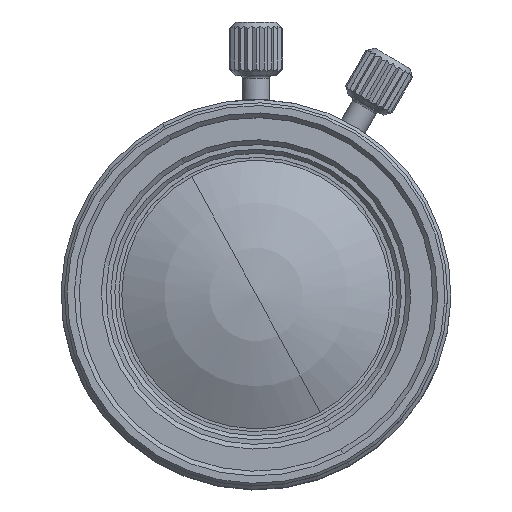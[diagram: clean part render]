
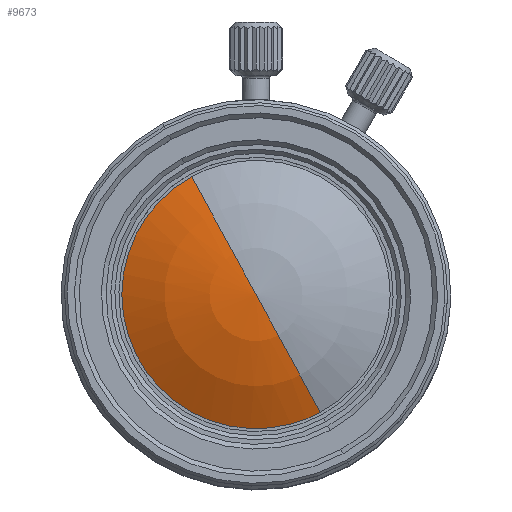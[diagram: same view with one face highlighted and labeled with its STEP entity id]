
A CAD part, top view. The second image highlights one B-rep face of the part: STEP entity #9673.
In plain terms, the highlighted spherical face has radius 20 mm.
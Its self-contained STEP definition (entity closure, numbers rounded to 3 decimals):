
#9603=CARTESIAN_POINT('Control Point',(-4.783,8.756,45.656)) ;
#9604=CARTESIAN_POINT('Control Point',(-6.052,8.063,45.656)) ;
#9605=CARTESIAN_POINT('Control Point',(-7.196,7.14,45.656)) ;
#9606=CARTESIAN_POINT('Control Point',(-8.158,6.017,45.656)) ;
#9607=CARTESIAN_POINT('Control Point',(-9.632,3.475,45.656)) ;
#9608=CARTESIAN_POINT('Control Point',(-10.12,0.576,45.656)) ;
#9609=CARTESIAN_POINT('Control Point',(-10.097,-0.902,45.656)) ;
#9610=CARTESIAN_POINT('Control Point',(-9.515,-3.783,45.656)) ;
#9611=CARTESIAN_POINT('Control Point',(-7.96,-6.277,45.656)) ;
#9612=CARTESIAN_POINT('Control Point',(-6.962,-7.368,45.656)) ;
#9613=CARTESIAN_POINT('Control Point',(-4.617,-9.14,45.656)) ;
#9614=CARTESIAN_POINT('Control Point',(-1.799,-9.976,45.656)) ;
#9615=CARTESIAN_POINT('Control Point',(-0.329,-10.132,45.656)) ;
#9616=CARTESIAN_POINT('Control Point',(1.628,-9.979,45.656)) ;
#9617=CARTESIAN_POINT('Control Point',(3.466,-9.375,45.656)) ;
#9618=CARTESIAN_POINT('Control Point',(3.918,-9.195,45.656)) ;
#9619=CARTESIAN_POINT('Control Point',(4.358,-8.989,45.656)) ;
#9620=CARTESIAN_POINT('Control Point',(4.783,-8.756,45.656)) ;
#9621=CARTESIAN_POINT('Vertex',(-4.783,8.756,45.656)) ;
#9623=CARTESIAN_POINT('Vertex',(4.783,-8.756,45.656)) ;
#9651=CARTESIAN_POINT('Axis2P3D Location',(0.,0.,28.323)) ;
#9656=CARTESIAN_POINT('Axis2P3D Location',(0.,0.,28.323)) ;
#9660=CARTESIAN_POINT('Vertex',(0.,0.,48.323)) ;
#9663=CARTESIAN_POINT('Axis2P3D Location',(0.,0.,28.323)) ;
#9652=DIRECTION('Axis2P3D Direction',(0.,0.,1.)) ;
#9653=DIRECTION('Axis2P3D XDirection',(-0.479,0.878,0.)) ;
#9657=DIRECTION('Axis2P3D Direction',(-0.878,-0.479,0.)) ;
#9664=DIRECTION('Axis2P3D Direction',(0.878,0.479,-0.)) ;
#9654=AXIS2_PLACEMENT_3D('Sphere Axis2P3D',#9651,#9652,#9653) ;
#9658=AXIS2_PLACEMENT_3D('Circle Axis2P3D',#9656,#9657,$) ;
#9665=AXIS2_PLACEMENT_3D('Circle Axis2P3D',#9663,#9664,$) ;
#9669=ORIENTED_EDGE('',*,*,#9662,.T.) ;
#9670=ORIENTED_EDGE('',*,*,#9667,.F.) ;
#9671=ORIENTED_EDGE('',*,*,#9625,.T.) ;
#9673=ADVANCED_FACE('\X2\5B8C621054C1\X0\ASSY',(#9672),#9655,.T.) ;
#9602=B_SPLINE_CURVE_WITH_KNOTS('',5,(#9603,#9604,#9605,#9606,#9607,#9608,#9609,#9610,#9611,#9612,#9613,#9614,#9615,#9616,#9617,#9618,#9619,#9620),.UNSPECIFIED.,.F.,.U.,(6,3,3,3,3,6),(0.,16.196,32.392,48.589,64.786,70.219),.UNSPECIFIED.) ;
#9659=CIRCLE('generated circle',#9658,20.) ;
#9666=CIRCLE('generated circle',#9665,20.) ;
#9625=EDGE_CURVE('',#9622,#9624,#9602,.T.) ;
#9662=EDGE_CURVE('',#9624,#9661,#9659,.T.) ;
#9667=EDGE_CURVE('',#9622,#9661,#9666,.T.) ;
#9668=EDGE_LOOP('',(#9669,#9670,#9671)) ;
#9672=FACE_OUTER_BOUND('',#9668,.T.) ;
#9655=SPHERICAL_SURFACE('',#9654,20.) ;
#9622=VERTEX_POINT('',#9621) ;
#9624=VERTEX_POINT('',#9623) ;
#9661=VERTEX_POINT('',#9660) ;
